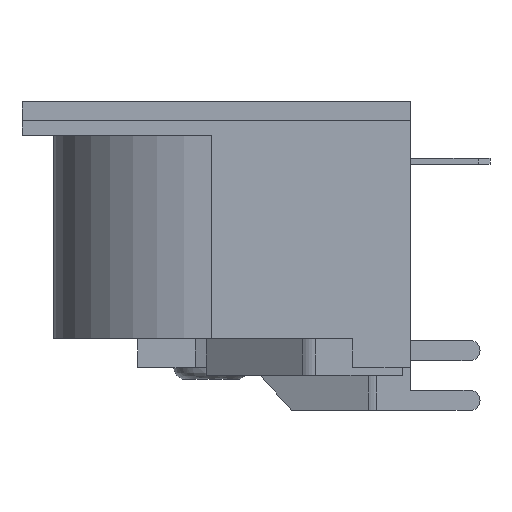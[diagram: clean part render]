
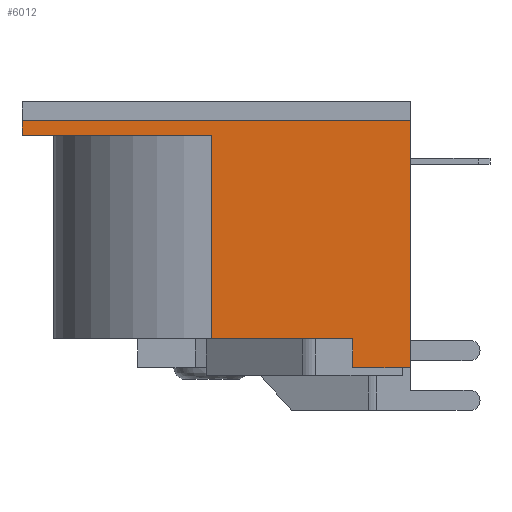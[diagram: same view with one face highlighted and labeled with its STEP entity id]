
A CAD part, left-side view. The second image highlights one B-rep face of the part: STEP entity #6012.
In plain terms, the highlighted free-form (B-spline) face has degree [1, 1] with [2, 2] control points.
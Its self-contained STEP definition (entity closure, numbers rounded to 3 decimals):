
#6012 = ADVANCED_FACE('',(#6013),#6079,.T.);
#6013 = FACE_BOUND('',#6014,.T.);
#6014 = EDGE_LOOP('',(#6015,#6025,#6033,#6041,#6049,#6057,#6065,#6073));
#6015 = ORIENTED_EDGE('',*,*,#6016,.T.);
#6016 = EDGE_CURVE('',#6017,#6019,#6021,.T.);
#6017 = VERTEX_POINT('',#6018);
#6018 = CARTESIAN_POINT('',(-9.2,10.,-11.9));
#6019 = VERTEX_POINT('',#6020);
#6020 = CARTESIAN_POINT('',(-9.2,10.,-1.7));
#6021 = LINE('',#6022,#6023);
#6022 = CARTESIAN_POINT('',(-9.2,10.,-11.9));
#6023 = VECTOR('',#6024,1.);
#6024 = DIRECTION('',(0.,0.,1.));
#6025 = ORIENTED_EDGE('',*,*,#6026,.T.);
#6026 = EDGE_CURVE('',#6019,#6027,#6029,.T.);
#6027 = VERTEX_POINT('',#6028);
#6028 = CARTESIAN_POINT('',(-9.2,19.5,-1.7));
#6029 = LINE('',#6030,#6031);
#6030 = CARTESIAN_POINT('',(-9.2,10.,-1.7));
#6031 = VECTOR('',#6032,1.);
#6032 = DIRECTION('',(0.,1.,0.));
#6033 = ORIENTED_EDGE('',*,*,#6034,.T.);
#6034 = EDGE_CURVE('',#6027,#6035,#6037,.T.);
#6035 = VERTEX_POINT('',#6036);
#6036 = CARTESIAN_POINT('',(-9.2,19.5,-0.95));
#6037 = LINE('',#6038,#6039);
#6038 = CARTESIAN_POINT('',(-9.2,19.5,-1.7));
#6039 = VECTOR('',#6040,1.);
#6040 = DIRECTION('',(0.,0.,1.));
#6041 = ORIENTED_EDGE('',*,*,#6042,.T.);
#6042 = EDGE_CURVE('',#6035,#6043,#6045,.T.);
#6043 = VERTEX_POINT('',#6044);
#6044 = CARTESIAN_POINT('',(-9.2,0.,-0.95));
#6045 = LINE('',#6046,#6047);
#6046 = CARTESIAN_POINT('',(-9.2,19.5,-0.95));
#6047 = VECTOR('',#6048,1.);
#6048 = DIRECTION('',(0.,-1.,0.));
#6049 = ORIENTED_EDGE('',*,*,#6050,.T.);
#6050 = EDGE_CURVE('',#6043,#6051,#6053,.T.);
#6051 = VERTEX_POINT('',#6052);
#6052 = CARTESIAN_POINT('',(-9.2,0.,-13.35));
#6053 = LINE('',#6054,#6055);
#6054 = CARTESIAN_POINT('',(-9.2,0.,-0.95));
#6055 = VECTOR('',#6056,1.);
#6056 = DIRECTION('',(0.,0.,-1.));
#6057 = ORIENTED_EDGE('',*,*,#6058,.T.);
#6058 = EDGE_CURVE('',#6051,#6059,#6061,.T.);
#6059 = VERTEX_POINT('',#6060);
#6060 = CARTESIAN_POINT('',(-9.2,2.9,-13.35));
#6061 = LINE('',#6062,#6063);
#6062 = CARTESIAN_POINT('',(-9.2,0.,-13.35));
#6063 = VECTOR('',#6064,1.);
#6064 = DIRECTION('',(0.,1.,0.));
#6065 = ORIENTED_EDGE('',*,*,#6066,.T.);
#6066 = EDGE_CURVE('',#6059,#6067,#6069,.T.);
#6067 = VERTEX_POINT('',#6068);
#6068 = CARTESIAN_POINT('',(-9.2,2.9,-11.9));
#6069 = LINE('',#6070,#6071);
#6070 = CARTESIAN_POINT('',(-9.2,2.9,-13.35));
#6071 = VECTOR('',#6072,1.);
#6072 = DIRECTION('',(0.,0.,1.));
#6073 = ORIENTED_EDGE('',*,*,#6074,.T.);
#6074 = EDGE_CURVE('',#6067,#6017,#6075,.T.);
#6075 = LINE('',#6076,#6077);
#6076 = CARTESIAN_POINT('',(-9.2,2.9,-11.9));
#6077 = VECTOR('',#6078,1.);
#6078 = DIRECTION('',(0.,1.,0.));
#6079 = B_SPLINE_SURFACE_WITH_KNOTS('',1,1,(
    (#6080,#6081)
    ,(#6082,#6083
    )),.UNSPECIFIED.,.F.,.F.,.F.,(2,2),(2,2),(0.,1.),(0.,1.),
  .PIECEWISE_BEZIER_KNOTS.);
#6080 = CARTESIAN_POINT('',(-9.2,0.,-0.95));
#6081 = CARTESIAN_POINT('',(-9.2,19.5,-0.95));
#6082 = CARTESIAN_POINT('',(-9.2,0.,-13.35));
#6083 = CARTESIAN_POINT('',(-9.2,19.5,-13.35));
